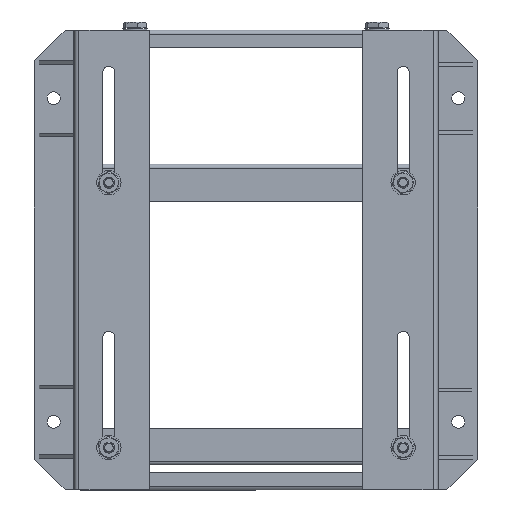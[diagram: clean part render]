
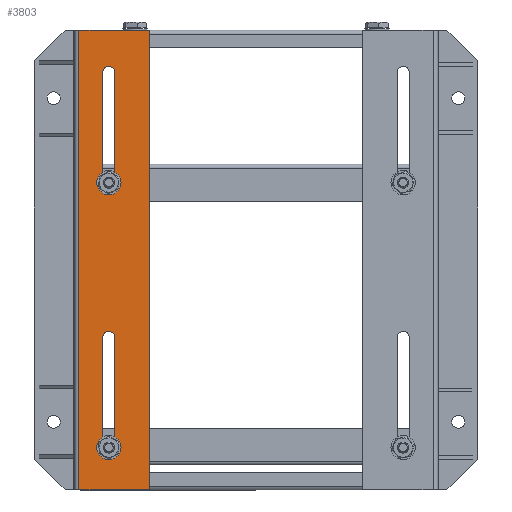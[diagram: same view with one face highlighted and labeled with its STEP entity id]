
A CAD part, front view. The second image highlights one B-rep face of the part: STEP entity #3803.
In plain terms, the highlighted planar face has unit normal (0, -1, 0).
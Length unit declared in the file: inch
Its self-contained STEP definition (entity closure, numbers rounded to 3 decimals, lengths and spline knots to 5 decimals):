
#22 = CARTESIAN_POINT ( 'NONE',  ( -10.12808, 0.76278, 28.36516 ) ) ;
#180 = DIRECTION ( 'NONE',  ( 0., 1., 0. ) ) ;
#379 = ORIENTED_EDGE ( 'NONE', *, *, #17343, .T. ) ;
#472 = EDGE_CURVE ( 'NONE', #1820, #17627, #2020, .T. ) ;
#589 = VERTEX_POINT ( 'NONE', #12008 ) ;
#931 = CARTESIAN_POINT ( 'NONE',  ( -10.12808, 0.76278, 10.36516 ) ) ;
#950 = DIRECTION ( 'NONE',  ( 0., 0., 1. ) ) ;
#977 = ORIENTED_EDGE ( 'NONE', *, *, #11566, .T. ) ;
#1262 = EDGE_CURVE ( 'NONE', #9769, #3914, #4935, .T. ) ;
#1534 = EDGE_CURVE ( 'NONE', #3991, #15719, #3095, .T. ) ;
#1589 = VERTEX_POINT ( 'NONE', #1789 ) ;
#1789 = CARTESIAN_POINT ( 'NONE',  ( -9.7147, 0.76278, 20.88484 ) ) ;
#1820 = VERTEX_POINT ( 'NONE', #16028 ) ;
#1877 = LINE ( 'NONE', #2102, #18792 ) ;
#1881 = VECTOR ( 'NONE', #18364, 39.37008 ) ;
#1980 = DIRECTION ( 'NONE',  ( 0., 1., 0. ) ) ;
#2017 = CARTESIAN_POINT ( 'NONE',  ( -9.7147, 0.76278, 20.88484 ) ) ;
#2020 = CIRCLE ( 'NONE', #7618, 0.41339 ) ;
#2102 = CARTESIAN_POINT ( 'NONE',  ( -10.54147, 0.76278, 28.36516 ) ) ;
#2160 = CIRCLE ( 'NONE', #17699, 0.41339 ) ;
#2787 = EDGE_LOOP ( 'NONE', ( #11246, #6169, #3323, #7878, #379 ) ) ;
#3064 = CARTESIAN_POINT ( 'NONE',  ( -9.7147, 0.76278, 28.36516 ) ) ;
#3095 = LINE ( 'NONE', #19631, #13623 ) ;
#3205 = LINE ( 'NONE', #16103, #20422 ) ;
#3262 = CARTESIAN_POINT ( 'NONE',  ( -9.7147, 0.76278, 2.88484 ) ) ;
#3317 = EDGE_LOOP ( 'NONE', ( #7051, #7369, #12228, #13338, #5168 ) ) ;
#3323 = ORIENTED_EDGE ( 'NONE', *, *, #19452, .T. ) ;
#3395 = AXIS2_PLACEMENT_3D ( 'NONE', #931, #9022, #12513 ) ;
#3638 = LINE ( 'NONE', #2017, #16203 ) ;
#3760 = CARTESIAN_POINT ( 'NONE',  ( -12.18812, 0.76278, 0. ) ) ;
#3803 = ADVANCED_FACE ( 'NONE', ( #19723, #17172, #9228 ), #11038, .F. ) ;
#3914 = VERTEX_POINT ( 'NONE', #12973 ) ;
#3922 = VERTEX_POINT ( 'NONE', #3064 ) ;
#3991 = VERTEX_POINT ( 'NONE', #5155 ) ;
#4319 = CARTESIAN_POINT ( 'NONE',  ( -10.54147, 0.76278, 10.36516 ) ) ;
#4362 = VERTEX_POINT ( 'NONE', #11434 ) ;
#4935 = LINE ( 'NONE', #4319, #12111 ) ;
#5155 = CARTESIAN_POINT ( 'NONE',  ( -12.15912, 0.76278, 31.25 ) ) ;
#5168 = ORIENTED_EDGE ( 'NONE', *, *, #11604, .T. ) ;
#6093 = AXIS2_PLACEMENT_3D ( 'NONE', #20923, #19207, #12689 ) ;
#6169 = ORIENTED_EDGE ( 'NONE', *, *, #19646, .T. ) ;
#6304 = CARTESIAN_POINT ( 'NONE',  ( -9.7147, 0.76278, 10.36516 ) ) ;
#6434 = EDGE_CURVE ( 'NONE', #1589, #589, #21057, .T. ) ;
#6779 = CARTESIAN_POINT ( 'NONE',  ( -10.12808, 0.76278, 10.36516 ) ) ;
#6993 = DIRECTION ( 'NONE',  ( 0., 0., 1. ) ) ;
#7035 = CARTESIAN_POINT ( 'NONE',  ( -7.38497, 0.76278, 0. ) ) ;
#7051 = ORIENTED_EDGE ( 'NONE', *, *, #18954, .T. ) ;
#7160 = CARTESIAN_POINT ( 'NONE',  ( -10.12808, 0.76278, 20.88484 ) ) ;
#7369 = ORIENTED_EDGE ( 'NONE', *, *, #1262, .T. ) ;
#7546 = EDGE_CURVE ( 'NONE', #11211, #3991, #18507, .T. ) ;
#7618 = AXIS2_PLACEMENT_3D ( 'NONE', #6779, #180, #19885 ) ;
#7878 = ORIENTED_EDGE ( 'NONE', *, *, #16179, .T. ) ;
#8074 = CARTESIAN_POINT ( 'NONE',  ( -12.15912, 0.76278, 31.25 ) ) ;
#8277 = DIRECTION ( 'NONE',  ( 0., 0., 1. ) ) ;
#8322 = CARTESIAN_POINT ( 'NONE',  ( -10.12808, 0.76278, 28.36516 ) ) ;
#8391 = DIRECTION ( 'NONE',  ( 1., 0., 0. ) ) ;
#8601 = CIRCLE ( 'NONE', #17132, 0.41339 ) ;
#8937 = ORIENTED_EDGE ( 'NONE', *, *, #7546, .F. ) ;
#9022 = DIRECTION ( 'NONE',  ( 0., 1., 0. ) ) ;
#9228 = FACE_BOUND ( 'NONE', #3317, .T. ) ;
#9302 = CARTESIAN_POINT ( 'NONE',  ( -9.7147, 0.76278, 2.88484 ) ) ;
#9386 = VERTEX_POINT ( 'NONE', #7035 ) ;
#9769 = VERTEX_POINT ( 'NONE', #16258 ) ;
#10010 = AXIS2_PLACEMENT_3D ( 'NONE', #16657, #1980, #6993 ) ;
#10300 = CIRCLE ( 'NONE', #3395, 0.41339 ) ;
#10331 = EDGE_CURVE ( 'NONE', #3914, #1820, #10300, .T. ) ;
#10408 = DIRECTION ( 'NONE',  ( 0., 0., 1. ) ) ;
#10791 = VERTEX_POINT ( 'NONE', #20379 ) ;
#11038 = PLANE ( 'NONE',  #6093 ) ;
#11211 = VERTEX_POINT ( 'NONE', #11470 ) ;
#11246 = ORIENTED_EDGE ( 'NONE', *, *, #6434, .T. ) ;
#11249 = AXIS2_PLACEMENT_3D ( 'NONE', #7160, #15408, #17128 ) ;
#11434 = CARTESIAN_POINT ( 'NONE',  ( -10.12808, 0.76278, 28.77854 ) ) ;
#11470 = CARTESIAN_POINT ( 'NONE',  ( -12.15912, 0.76278, 0. ) ) ;
#11566 = EDGE_CURVE ( 'NONE', #9386, #15719, #3205, .T. ) ;
#11604 = EDGE_CURVE ( 'NONE', #17627, #17051, #17348, .T. ) ;
#12008 = CARTESIAN_POINT ( 'NONE',  ( -10.54147, 0.76278, 20.88484 ) ) ;
#12111 = VECTOR ( 'NONE', #950, 39.37008 ) ;
#12228 = ORIENTED_EDGE ( 'NONE', *, *, #10331, .T. ) ;
#12513 = DIRECTION ( 'NONE',  ( 0., 0., 1. ) ) ;
#12689 = DIRECTION ( 'NONE',  ( 0., 0., 1. ) ) ;
#12931 = DIRECTION ( 'NONE',  ( 0., 0., 1. ) ) ;
#12973 = CARTESIAN_POINT ( 'NONE',  ( -10.54147, 0.76278, 10.36516 ) ) ;
#13093 = ORIENTED_EDGE ( 'NONE', *, *, #1534, .F. ) ;
#13303 = DIRECTION ( 'NONE',  ( 0., 1., 0. ) ) ;
#13338 = ORIENTED_EDGE ( 'NONE', *, *, #472, .T. ) ;
#13623 = VECTOR ( 'NONE', #8391, 39.37008 ) ;
#13929 = LINE ( 'NONE', #3760, #1881 ) ;
#14001 = VECTOR ( 'NONE', #14746, 39.37008 ) ;
#14723 = DIRECTION ( 'NONE',  ( 0., 1., 0. ) ) ;
#14746 = DIRECTION ( 'NONE',  ( 0., 0., -1. ) ) ;
#15408 = DIRECTION ( 'NONE',  ( 0., 1., 0. ) ) ;
#15719 = VERTEX_POINT ( 'NONE', #18623 ) ;
#16028 = CARTESIAN_POINT ( 'NONE',  ( -10.12808, 0.76278, 10.77854 ) ) ;
#16103 = CARTESIAN_POINT ( 'NONE',  ( -7.38497, 0.76278, 0. ) ) ;
#16179 = EDGE_CURVE ( 'NONE', #4362, #3922, #8601, .T. ) ;
#16203 = VECTOR ( 'NONE', #16913, 39.37008 ) ;
#16258 = CARTESIAN_POINT ( 'NONE',  ( -10.54147, 0.76278, 2.88484 ) ) ;
#16657 = CARTESIAN_POINT ( 'NONE',  ( -10.12808, 0.76278, 2.88484 ) ) ;
#16786 = EDGE_CURVE ( 'NONE', #9386, #11211, #13929, .T. ) ;
#16913 = DIRECTION ( 'NONE',  ( 0., 0., -1. ) ) ;
#17051 = VERTEX_POINT ( 'NONE', #9302 ) ;
#17128 = DIRECTION ( 'NONE',  ( 0., 0., 1. ) ) ;
#17132 = AXIS2_PLACEMENT_3D ( 'NONE', #8322, #13303, #19754 ) ;
#17172 = FACE_BOUND ( 'NONE', #2787, .T. ) ;
#17343 = EDGE_CURVE ( 'NONE', #3922, #1589, #3638, .T. ) ;
#17348 = LINE ( 'NONE', #3262, #14001 ) ;
#17627 = VERTEX_POINT ( 'NONE', #6304 ) ;
#17699 = AXIS2_PLACEMENT_3D ( 'NONE', #22, #14723, #8277 ) ;
#17813 = DIRECTION ( 'NONE',  ( 0., 0., 1. ) ) ;
#18364 = DIRECTION ( 'NONE',  ( -1., 0., 0. ) ) ;
#18507 = LINE ( 'NONE', #8074, #20592 ) ;
#18609 = CIRCLE ( 'NONE', #10010, 0.41339 ) ;
#18623 = CARTESIAN_POINT ( 'NONE',  ( -7.38497, 0.76278, 31.25 ) ) ;
#18792 = VECTOR ( 'NONE', #10408, 39.37008 ) ;
#18954 = EDGE_CURVE ( 'NONE', #17051, #9769, #18609, .T. ) ;
#19207 = DIRECTION ( 'NONE',  ( 0., 1., 0. ) ) ;
#19452 = EDGE_CURVE ( 'NONE', #10791, #4362, #2160, .T. ) ;
#19631 = CARTESIAN_POINT ( 'NONE',  ( 11.93196, 0.76278, 31.25 ) ) ;
#19646 = EDGE_CURVE ( 'NONE', #589, #10791, #1877, .T. ) ;
#19723 = FACE_OUTER_BOUND ( 'NONE', #20870, .T. ) ;
#19754 = DIRECTION ( 'NONE',  ( 0., 0., 1. ) ) ;
#19885 = DIRECTION ( 'NONE',  ( 0., 0., 1. ) ) ;
#20379 = CARTESIAN_POINT ( 'NONE',  ( -10.54147, 0.76278, 28.36516 ) ) ;
#20422 = VECTOR ( 'NONE', #17813, 39.37008 ) ;
#20488 = ORIENTED_EDGE ( 'NONE', *, *, #16786, .F. ) ;
#20592 = VECTOR ( 'NONE', #12931, 39.37008 ) ;
#20870 = EDGE_LOOP ( 'NONE', ( #977, #13093, #8937, #20488 ) ) ;
#20923 = CARTESIAN_POINT ( 'NONE',  ( -12.50308, 0.76278, 31.25 ) ) ;
#21057 = CIRCLE ( 'NONE', #11249, 0.41339 ) ;
